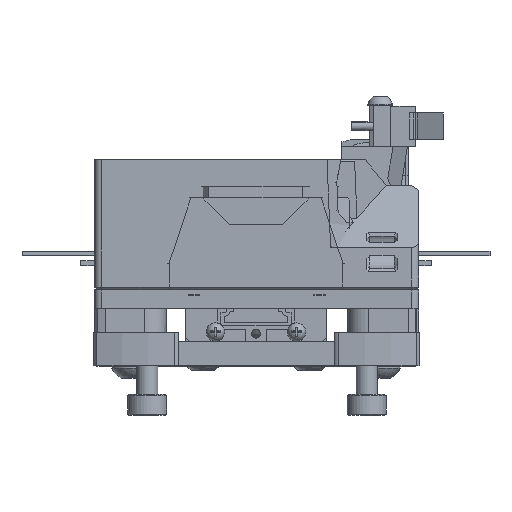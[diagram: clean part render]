
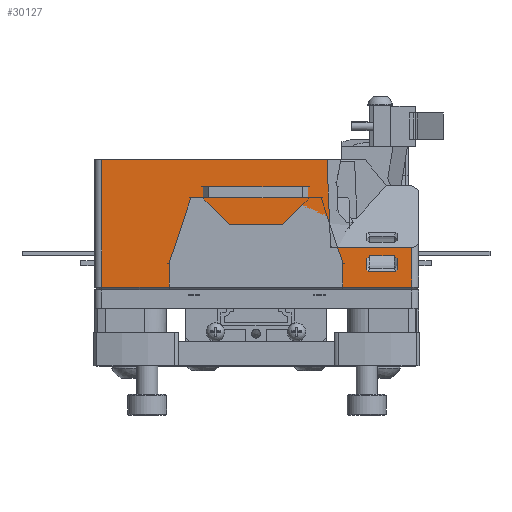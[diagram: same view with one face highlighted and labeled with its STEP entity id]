
A CAD part, top view. The second image highlights one B-rep face of the part: STEP entity #30127.
In plain terms, the highlighted planar face has unit normal (0, 0, 1).
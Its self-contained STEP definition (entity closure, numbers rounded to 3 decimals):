
#1075=FACE_BOUND('',#5803,.T.);
#1966=PLANE('',#33136);
#4005=FACE_OUTER_BOUND('',#5802,.T.);
#5802=EDGE_LOOP('',(#28009,#28010,#28011,#28012,#28013,#28014));
#5803=EDGE_LOOP('',(#28015,#28016,#28017,#28018,#28019,#28020,#28021,#28022));
#8376=LINE('',#58966,#11172);
#8423=LINE('',#59065,#11219);
#8579=LINE('',#59459,#11375);
#8580=LINE('',#59462,#11376);
#8581=LINE('',#59463,#11377);
#8582=LINE('',#59464,#11378);
#8583=LINE('',#59467,#11379);
#8584=LINE('',#59469,#11380);
#8585=LINE('',#59471,#11381);
#8586=LINE('',#59473,#11382);
#8587=LINE('',#59475,#11383);
#8588=LINE('',#59477,#11384);
#8589=LINE('',#59479,#11385);
#8590=LINE('',#59480,#11386);
#11172=VECTOR('',#41004,10.);
#11219=VECTOR('',#41067,10.);
#11375=VECTOR('',#41457,10.);
#11376=VECTOR('',#41460,10.);
#11377=VECTOR('',#41461,10.);
#11378=VECTOR('',#41462,10.);
#11379=VECTOR('',#41463,10.);
#11380=VECTOR('',#41464,10.);
#11381=VECTOR('',#41465,10.);
#11382=VECTOR('',#41466,10.);
#11383=VECTOR('',#41467,10.);
#11384=VECTOR('',#41468,10.);
#11385=VECTOR('',#41469,10.);
#11386=VECTOR('',#41470,10.);
#15229=VERTEX_POINT('',#58963);
#15230=VERTEX_POINT('',#58965);
#15273=VERTEX_POINT('',#59062);
#15274=VERTEX_POINT('',#59064);
#15395=VERTEX_POINT('',#59457);
#15396=VERTEX_POINT('',#59461);
#15397=VERTEX_POINT('',#59465);
#15398=VERTEX_POINT('',#59466);
#15399=VERTEX_POINT('',#59468);
#15400=VERTEX_POINT('',#59470);
#15401=VERTEX_POINT('',#59472);
#15402=VERTEX_POINT('',#59474);
#15403=VERTEX_POINT('',#59476);
#15404=VERTEX_POINT('',#59478);
#19387=EDGE_CURVE('',#15230,#15229,#8376,.T.);
#19436=EDGE_CURVE('',#15273,#15274,#8423,.F.);
#19633=EDGE_CURVE('',#15395,#15273,#8579,.T.);
#19634=EDGE_CURVE('',#15396,#15395,#8580,.T.);
#19635=EDGE_CURVE('',#15230,#15396,#8581,.T.);
#19636=EDGE_CURVE('',#15229,#15274,#8582,.T.);
#19637=EDGE_CURVE('',#15397,#15398,#8583,.T.);
#19638=EDGE_CURVE('',#15398,#15399,#8584,.T.);
#19639=EDGE_CURVE('',#15399,#15400,#8585,.T.);
#19640=EDGE_CURVE('',#15401,#15400,#8586,.T.);
#19641=EDGE_CURVE('',#15402,#15401,#8587,.T.);
#19642=EDGE_CURVE('',#15403,#15402,#8588,.T.);
#19643=EDGE_CURVE('',#15403,#15404,#8589,.T.);
#19644=EDGE_CURVE('',#15404,#15397,#8590,.T.);
#28009=ORIENTED_EDGE('',*,*,#19634,.F.);
#28010=ORIENTED_EDGE('',*,*,#19635,.F.);
#28011=ORIENTED_EDGE('',*,*,#19387,.T.);
#28012=ORIENTED_EDGE('',*,*,#19636,.T.);
#28013=ORIENTED_EDGE('',*,*,#19436,.F.);
#28014=ORIENTED_EDGE('',*,*,#19633,.F.);
#28015=ORIENTED_EDGE('',*,*,#19637,.T.);
#28016=ORIENTED_EDGE('',*,*,#19638,.T.);
#28017=ORIENTED_EDGE('',*,*,#19639,.T.);
#28018=ORIENTED_EDGE('',*,*,#19640,.F.);
#28019=ORIENTED_EDGE('',*,*,#19641,.F.);
#28020=ORIENTED_EDGE('',*,*,#19642,.F.);
#28021=ORIENTED_EDGE('',*,*,#19643,.T.);
#28022=ORIENTED_EDGE('',*,*,#19644,.T.);
#30127=ADVANCED_FACE('',(#4005,#1075),#1966,.F.);
#33136=AXIS2_PLACEMENT_3D('',#59460,#41458,#41459);
#41004=DIRECTION('',(-1.,0.,0.));
#41067=DIRECTION('',(-1.,0.,0.));
#41457=DIRECTION('',(0.,1.,0.));
#41458=DIRECTION('center_axis',(0.,0.,
-1.));
#41459=DIRECTION('ref_axis',(0.,1.,0.));
#41460=DIRECTION('',(-1.,0.,0.));
#41461=DIRECTION('',(0.,-1.,0.));
#41462=DIRECTION('',(-0.041,0.999,0.));
#41463=DIRECTION('',(1.,0.,0.));
#41464=DIRECTION('',(0.707,-0.707,0.));
#41465=DIRECTION('',(0.,-1.,0.));
#41466=DIRECTION('',(0.707,0.707,0.));
#41467=DIRECTION('',(1.,0.,0.));
#41468=DIRECTION('',(0.707,-0.707,0.));
#41469=DIRECTION('',(0.,1.,0.));
#41470=DIRECTION('',(0.707,0.707,0.));
#58963=CARTESIAN_POINT('',(10.54,-11.75,69.089));
#58965=CARTESIAN_POINT('',(21.989,-11.75,69.089));
#58966=CARTESIAN_POINT('',(-19.226,-11.75,69.089));
#59062=CARTESIAN_POINT('',(-21.771,0.65,69.089));
#59064=CARTESIAN_POINT('',(10.027,0.65,69.089));
#59065=CARTESIAN_POINT('',(-10.051,0.65,69.089));
#59457=CARTESIAN_POINT('',(-21.771,-17.35,69.089));
#59459=CARTESIAN_POINT('',(-21.771,-20.683,69.089));
#59460=CARTESIAN_POINT('Origin',(-20.051,-17.683,69.089));
#59461=CARTESIAN_POINT('',(21.989,-17.35,69.089));
#59462=CARTESIAN_POINT('',(-10.008,-17.35,69.089));
#59463=CARTESIAN_POINT('',(21.989,-11.324,69.089));
#59464=CARTESIAN_POINT('',(10.351,-7.189,69.089));
#59465=CARTESIAN_POINT('',(16.05,-12.95,69.089));
#59466=CARTESIAN_POINT('',(19.55,-12.95,69.089));
#59467=CARTESIAN_POINT('',(17.8,-12.95,69.089));
#59468=CARTESIAN_POINT('',(19.95,-13.35,69.089));
#59469=CARTESIAN_POINT('',(19.75,-13.15,69.089));
#59470=CARTESIAN_POINT('',(19.95,-14.916,69.089));
#59471=CARTESIAN_POINT('',(19.95,-14.202,69.089));
#59472=CARTESIAN_POINT('',(19.716,-15.15,69.089));
#59473=CARTESIAN_POINT('',(19.716,-15.15,69.089));
#59474=CARTESIAN_POINT('',(15.885,-15.15,69.089));
#59475=CARTESIAN_POINT('',(17.8,-15.15,69.089));
#59476=CARTESIAN_POINT('',(15.65,-14.916,69.089));
#59477=CARTESIAN_POINT('',(15.65,-14.916,69.089));
#59478=CARTESIAN_POINT('',(15.65,-13.35,69.089));
#59479=CARTESIAN_POINT('',(15.65,-13.881,69.089));
#59480=CARTESIAN_POINT('',(15.85,-13.15,69.089));
